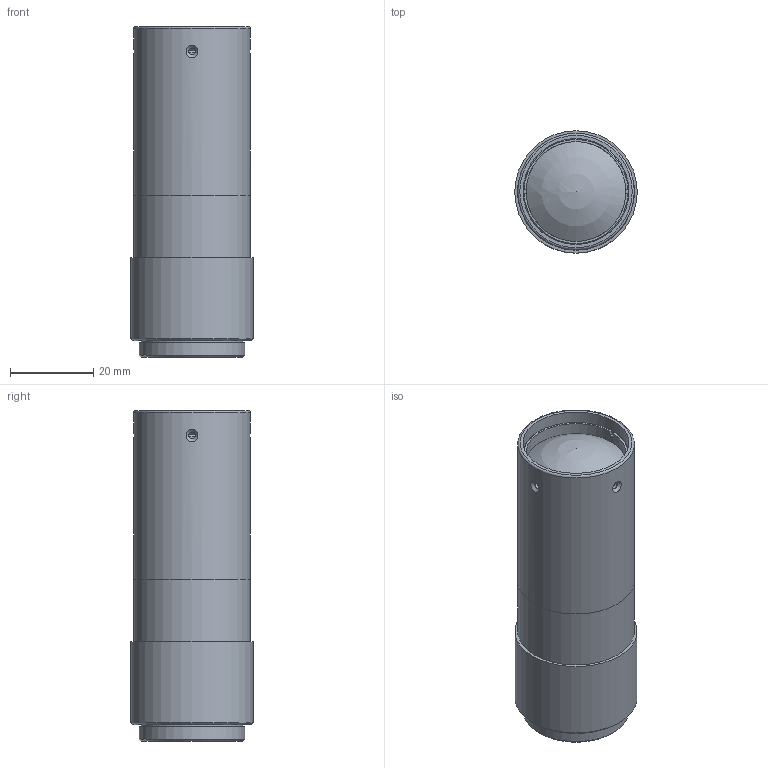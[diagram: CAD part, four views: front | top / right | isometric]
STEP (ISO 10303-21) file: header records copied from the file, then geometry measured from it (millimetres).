
FILE_DESCRIPTION(/* description */ (''),/* implementation_level */ '2;1');
FILE_NAME(/* name */ '100.541.000.26_TO18_9.0-85-F10-B-RF.stp',/* time_stamp */ '2021-04-06T12:33:35+02:00',/* author */ (''),/* organization */ ('Vision & Control'),/* preprocessor_version */ 'ST-DEVELOPER v16.5',/* originating_system */ 'Autodesk Inventor 2017',/* authorisation */ '');
FILE_SCHEMA (('AUTOMOTIVE_DESIGN { 1 0 10303 214 3 1 1 }'));
Length unit declared in the file: millimetre
Products named in the file (1): TO18_9.0-85-F10-B-RF
Bounding box: 29.4 x 29.4 x 79.5 mm (x, y, z)
Volume: 42432.5 mm3; surface area: 10573.9 mm2
Topology: 1 solids, 2 shells, 98 faces, 278 edges, 186 vertices
Faces by surface type: cylinder 55, plane 30, cone 9, sphere 3, torus 1
Full cylindrical faces by diameter (mm): 1.6 x4, 10.459 x1, 20 x1, 24 x1, 24.3 x1, 25 x1, 25.3 x1, 25.459 x1, 27.272 x1, 28 x2, 29.4 x1
Entity records: 3461 total; most frequent: CARTESIAN_POINT 994, DIRECTION 478, ORIENTED_EDGE 460, EDGE_CURVE 230, AXIS2_PLACEMENT_3D 209, VERTEX_POINT 165, EDGE_LOOP 135, CIRCLE 106
